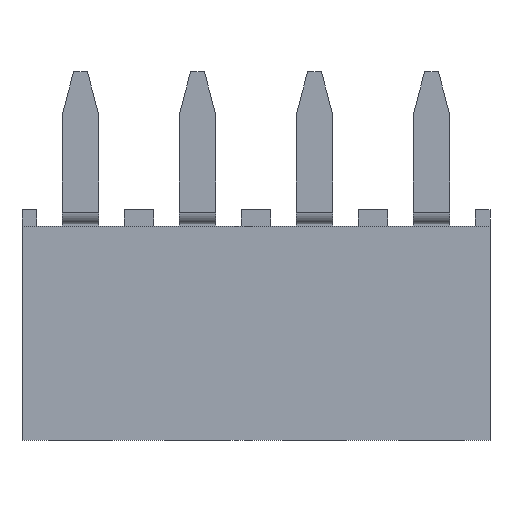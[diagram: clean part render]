
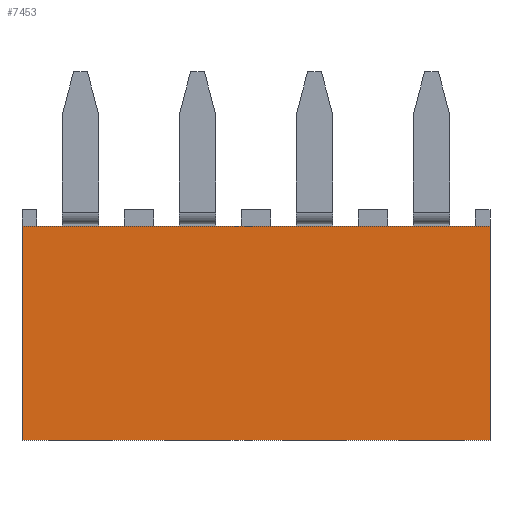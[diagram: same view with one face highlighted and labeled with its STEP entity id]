
A CAD part, front view. The second image highlights one B-rep face of the part: STEP entity #7453.
In plain terms, the highlighted planar face has unit normal (0, -1, 0).
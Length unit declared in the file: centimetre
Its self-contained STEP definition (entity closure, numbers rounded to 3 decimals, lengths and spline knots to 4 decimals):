
#783=FACE_OUTER_BOUND('',#1157,.T.);
#1157=EDGE_LOOP('',(#6527,#6528,#6529,#6530));
#1863=LINE('',#12338,#2663);
#1891=LINE('',#12394,#2691);
#1916=LINE('',#12433,#2716);
#1936=LINE('',#12472,#2736);
#2663=VECTOR('',#9941,1.016);
#2691=VECTOR('',#9977,0.465);
#2716=VECTOR('',#10012,1.016);
#2736=VECTOR('',#10036,0.465);
#3471=VERTEX_POINT('',#12335);
#3472=VERTEX_POINT('',#12337);
#3496=VERTEX_POINT('',#12392);
#3505=VERTEX_POINT('',#12432);
#4503=EDGE_CURVE('',#3472,#3471,#1863,.T.);
#4531=EDGE_CURVE('',#3471,#3496,#1891,.T.);
#4556=EDGE_CURVE('',#3496,#3505,#1916,.T.);
#4576=EDGE_CURVE('',#3505,#3472,#1936,.T.);
#6527=ORIENTED_EDGE('',*,*,#4503,.T.);
#6528=ORIENTED_EDGE('',*,*,#4531,.T.);
#6529=ORIENTED_EDGE('',*,*,#4556,.T.);
#6530=ORIENTED_EDGE('',*,*,#4576,.T.);
#7083=PLANE('',#8105);
#7453=ADVANCED_FACE('',(#783),#7083,.T.);
#8105=AXIS2_PLACEMENT_3D('',#12471,#10034,#10035);
#9941=DIRECTION('',(-1.,0.,0.));
#9977=DIRECTION('',(0.,0.,-1.));
#10012=DIRECTION('',(1.,0.,0.));
#10034=DIRECTION('center_axis',(0.,-1.,0.));
#10035=DIRECTION('ref_axis',(0.,0.,1.));
#10036=DIRECTION('',(0.,0.,1.));
#12335=CARTESIAN_POINT('',(-0.2823,0.3629,1.445));
#12337=CARTESIAN_POINT('',(0.7337,0.3629,1.445));
#12338=CARTESIAN_POINT('',(-0.0603,0.3629,1.445));
#12392=CARTESIAN_POINT('',(-0.2823,0.3629,0.98));
#12394=CARTESIAN_POINT('',(-0.2823,0.3629,1.48));
#12432=CARTESIAN_POINT('',(0.7337,0.3629,0.98));
#12433=CARTESIAN_POINT('',(-0.2823,0.3629,0.98));
#12471=CARTESIAN_POINT('Origin',(-0.2823,0.3629,0.98));
#12472=CARTESIAN_POINT('',(0.7337,0.3629,1.48));
